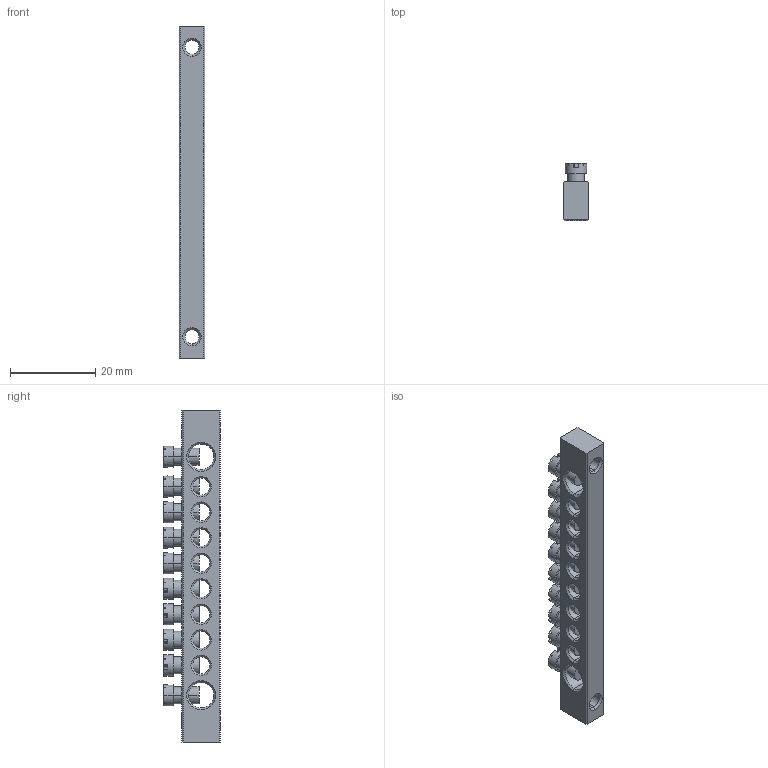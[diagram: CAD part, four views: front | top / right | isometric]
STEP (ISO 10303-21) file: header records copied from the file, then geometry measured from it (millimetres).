
FILE_DESCRIPTION (( 'STEP AP214' ), '1' );
FILE_NAME ('YNN11-10-100 Øèíà PEN çåìëÿ-íîëü 6õ9ìì 10_2 (10ãðóïïû_êðåï ïî êðàÿì) ÈÝÊ.STEP', '2016-08-24T13:26:49', ( 'user' ), ( '' ), 'SwSTEP 2.0', 'SolidWorks 2014', '' );
FILE_SCHEMA (( 'AUTOMOTIVE_DESIGN' ));
Length unit declared in the file: millimetre
Products named in the file (3): YNN11-10-100 Øèíà PEN çåìëÿ-íîëü 6õ9ìì 10_2 (10ãðóïïû_êðåï ïî êðàÿì) ÈÝÊ; Øèíà ÂõÍ n-2_6å9 10-2; Âèíò_Œ4
Assembly tree (11 placements, depth 2):
  YNN11-10-100 Øèíà PEN çåìëÿ-íîëü 6õ9ìì 10_2 (10ãðóïïû_êðåï ïî êðàÿì) ÈÝÊ
    Øèíà ÂõÍ n-2_6å9 10-2
    Âèíò_Œ4  x10
Bounding box: 6 x 13.3 x 78 mm (x, y, z)
Volume: 3945.4 mm3; surface area: 4742.8 mm2
Topology: 11 solids, 11 shells, 518 faces, 1394 edges, 898 vertices
Faces by surface type: plane 320, cone 114, cylinder 84
Entity records: 5779 total; most frequent: CARTESIAN_POINT 1417, DIRECTION 871, ORIENTED_EDGE 786, EDGE_CURVE 393, AXIS2_PLACEMENT_3D 341, VERTEX_POINT 241, EDGE_LOOP 204, LINE 189
